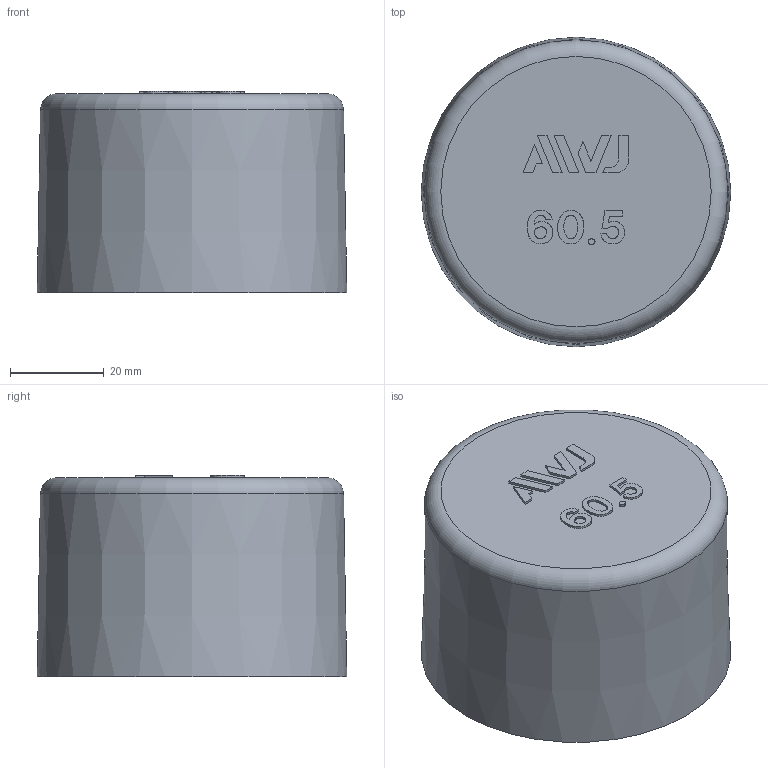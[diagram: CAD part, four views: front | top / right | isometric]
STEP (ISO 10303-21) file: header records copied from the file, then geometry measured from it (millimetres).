
FILE_DESCRIPTION( ( 'STEP AP203' ), '1' );
FILE_NAME( '50A.step', '2022-07-25T05:17:46', ( ' ' ), ( ' ' ), 'XStep 1.0', ' ', ' ' );
FILE_SCHEMA( ( 'CONFIG_CONTROL_DESIGN' ) );
Length unit declared in the file: millimetre
Products named in the file (1): 1
Bounding box: 66.2 x 66.2 x 43 mm (x, y, z)
Volume: 27642.9 mm3; surface area: 22679.9 mm2
Topology: 1 solids, 1 shells, 65 faces, 151 edges, 100 vertices
Faces by surface type: plane 48, extrusion 11, cone 2, torus 2, cylinder 2
Entity records: 2160 total; most frequent: CARTESIAN_POINT 718, ORIENTED_EDGE 288, DIRECTION 237, EDGE_CURVE 144, VECTOR 107, VERTEX_POINT 100, LINE 96, EDGE_LOOP 84
